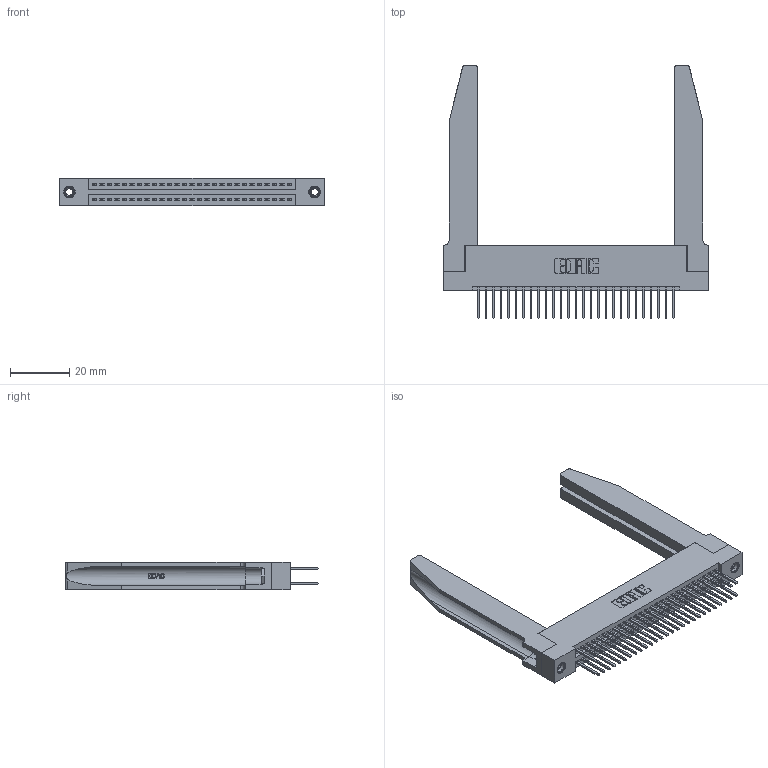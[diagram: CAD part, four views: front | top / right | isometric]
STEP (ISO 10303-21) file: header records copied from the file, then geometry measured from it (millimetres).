
FILE_DESCRIPTION (( 'STEP AP203' ), '1' );
FILE_NAME ('345-054-523-278.STEP', '2019-10-29T18:30:55', ( '' ), ( '' ), 'SwSTEP 2.0', 'SolidWorks 2016', '' );
FILE_SCHEMA (( 'CONFIG_CONTROL_DESIGN' ));
Length unit declared in the file: inch
Products named in the file (5): 345-292-001_345-293-123; 345-250-001_345-250-001-102; 345 Part_Flush Mounting Lugs - 0.156 Dia-TH; 345-054-523-278; 345-220-078_345-220-078
Assembly tree (59 placements, depth 2):
  345-054-523-278
    345 Part_Flush Mounting Lugs - 0.156 Dia-TH
    345-292-001_345-293-123  x54
    345-250-001_345-250-001-102  x2
    345-220-078_345-220-078  x2
Bounding box: 89.81 x 85.78 x 9.4 mm (x, y, z)
Volume: 16466.6 mm3; surface area: 19898.7 mm2
Topology: 59 solids, 59 shells, 3060 faces, 8995 edges, 5914 vertices
Faces by surface type: plane 2004, cylinder 1004, bspline 36, cone 12, torus 4
Entity records: 27962 total; most frequent: CARTESIAN_POINT 5619, ORIENTED_EDGE 4450, DIRECTION 3967, EDGE_CURVE 2225, VECTOR 1891, LINE 1891, VERTEX_POINT 1476, AXIS2_PLACEMENT_3D 1038
